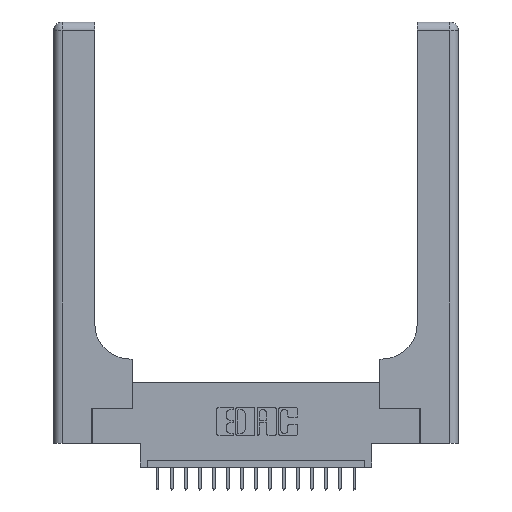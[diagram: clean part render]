
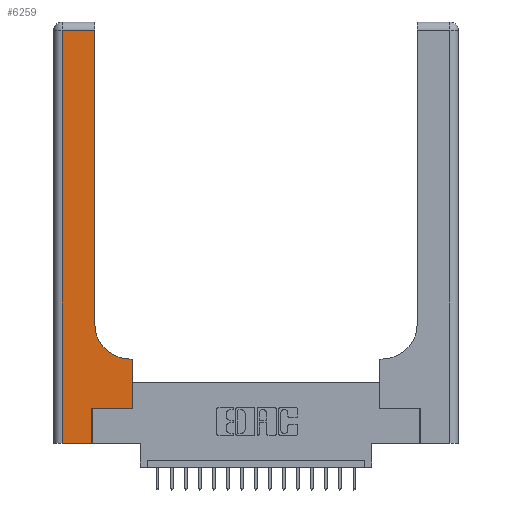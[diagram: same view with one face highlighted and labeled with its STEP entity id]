
A CAD part, top view. The second image highlights one B-rep face of the part: STEP entity #6259.
In plain terms, the highlighted planar face has unit normal (0, 0, 1).
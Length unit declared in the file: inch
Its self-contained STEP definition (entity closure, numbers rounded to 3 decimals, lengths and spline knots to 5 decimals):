
#188 = EDGE_CURVE ( 'NONE', #13639, #664, #1703, .T. ) ;
#354 = VECTOR ( 'NONE', #13140, 39.37008 ) ;
#370 = LINE ( 'NONE', #10277, #14491 ) ;
#664 = VERTEX_POINT ( 'NONE', #7854 ) ;
#1074 = ORIENTED_EDGE ( 'NONE', *, *, #16893, .T. ) ;
#1334 = DIRECTION ( 'NONE',  ( 1., 0., 0. ) ) ;
#1531 = CARTESIAN_POINT ( 'NONE',  ( 0., 2.94, 0.37 ) ) ;
#1649 = ORIENTED_EDGE ( 'NONE', *, *, #9557, .T. ) ;
#1703 = LINE ( 'NONE', #15626, #13164 ) ;
#1870 = EDGE_CURVE ( 'NONE', #664, #7748, #15291, .T. ) ;
#1948 = VERTEX_POINT ( 'NONE', #4196 ) ;
#1966 = CARTESIAN_POINT ( 'NONE',  ( 0., 3., 0.37 ) ) ;
#2080 = CARTESIAN_POINT ( 'NONE',  ( 0.5585, 0.25, 0.37 ) ) ;
#2155 = CARTESIAN_POINT ( 'NONE',  ( 0.5585, 0.25, 0.37 ) ) ;
#2158 = CARTESIAN_POINT ( 'NONE',  ( 0.06, 2.94, 0.37 ) ) ;
#3121 = ORIENTED_EDGE ( 'NONE', *, *, #8271, .T. ) ;
#3304 = VERTEX_POINT ( 'NONE', #2155 ) ;
#3331 = EDGE_CURVE ( 'NONE', #1948, #19616, #370, .T. ) ;
#3523 = LINE ( 'NONE', #2080, #16179 ) ;
#3885 = CARTESIAN_POINT ( 'NONE',  ( 0.5585, 0.6, 0.37 ) ) ;
#4196 = CARTESIAN_POINT ( 'NONE',  ( 0.269, 0., 0.37 ) ) ;
#4266 = DIRECTION ( 'NONE',  ( 1., 0., 0. ) ) ;
#4411 = EDGE_CURVE ( 'NONE', #3304, #13639, #3523, .T. ) ;
#6047 = CARTESIAN_POINT ( 'NONE',  ( 0., 0., 0.37 ) ) ;
#6239 = DIRECTION ( 'NONE',  ( -1., 0., 0. ) ) ;
#6259 = ADVANCED_FACE ( 'NONE', ( #19574 ), #8113, .F. ) ;
#6937 = ORIENTED_EDGE ( 'NONE', *, *, #188, .T. ) ;
#7015 = CARTESIAN_POINT ( 'NONE',  ( 0.06, 0., 0.37 ) ) ;
#7219 = VECTOR ( 'NONE', #19729, 39.37008 ) ;
#7419 = VECTOR ( 'NONE', #1334, 39.37008 ) ;
#7704 = EDGE_CURVE ( 'NONE', #8137, #10044, #8938, .T. ) ;
#7725 = CARTESIAN_POINT ( 'NONE',  ( 0.269, 0.25, 0.37 ) ) ;
#7748 = VERTEX_POINT ( 'NONE', #18053 ) ;
#7854 = CARTESIAN_POINT ( 'NONE',  ( 0.5415, 0.6, 0.37 ) ) ;
#8113 = PLANE ( 'NONE',  #8778 ) ;
#8137 = VERTEX_POINT ( 'NONE', #2158 ) ;
#8271 = EDGE_CURVE ( 'NONE', #7748, #8988, #19956, .T. ) ;
#8640 = VECTOR ( 'NONE', #19640, 39.37008 ) ;
#8778 = AXIS2_PLACEMENT_3D ( 'NONE', #1966, #9754, #19284 ) ;
#8833 = CARTESIAN_POINT ( 'NONE',  ( 0.2915, 2.94, 0.37 ) ) ;
#8938 = LINE ( 'NONE', #13300, #7219 ) ;
#8988 = VERTEX_POINT ( 'NONE', #8833 ) ;
#9303 = LINE ( 'NONE', #1531, #14856 ) ;
#9557 = EDGE_CURVE ( 'NONE', #19616, #3304, #16965, .T. ) ;
#9754 = DIRECTION ( 'NONE',  ( 0., 0., -1. ) ) ;
#10044 = VERTEX_POINT ( 'NONE', #7015 ) ;
#10277 = CARTESIAN_POINT ( 'NONE',  ( 0.269, 0., 0.37 ) ) ;
#11341 = EDGE_CURVE ( 'NONE', #8988, #8137, #9303, .T. ) ;
#11480 = ORIENTED_EDGE ( 'NONE', *, *, #1870, .T. ) ;
#12172 = CARTESIAN_POINT ( 'NONE',  ( 0.5415, 0.85, 0.37 ) ) ;
#12233 = DIRECTION ( 'NONE',  ( -1., 0., 0. ) ) ;
#12895 = AXIS2_PLACEMENT_3D ( 'NONE', #12172, #15885, #4266 ) ;
#13140 = DIRECTION ( 'NONE',  ( 0., 1., 0. ) ) ;
#13164 = VECTOR ( 'NONE', #6239, 39.37008 ) ;
#13300 = CARTESIAN_POINT ( 'NONE',  ( 0.06, 3., 0.37 ) ) ;
#13639 = VERTEX_POINT ( 'NONE', #3885 ) ;
#14065 = ORIENTED_EDGE ( 'NONE', *, *, #4411, .T. ) ;
#14491 = VECTOR ( 'NONE', #19816, 39.37008 ) ;
#14540 = DIRECTION ( 'NONE',  ( 0., 1., 0. ) ) ;
#14754 = EDGE_LOOP ( 'NONE', ( #3121, #17146, #17803, #1074, #20259, #1649, #14065, #6937, #11480 ) ) ;
#14856 = VECTOR ( 'NONE', #12233, 39.37008 ) ;
#15137 = CARTESIAN_POINT ( 'NONE',  ( 0.2915, 3., 0.37 ) ) ;
#15291 = CIRCLE ( 'NONE', #12895, 0.25 ) ;
#15626 = CARTESIAN_POINT ( 'NONE',  ( 0.2915, 0.6, 0.37 ) ) ;
#15885 = DIRECTION ( 'NONE',  ( 0., 0., -1. ) ) ;
#16179 = VECTOR ( 'NONE', #14540, 39.37008 ) ;
#16893 = EDGE_CURVE ( 'NONE', #10044, #1948, #19704, .T. ) ;
#16965 = LINE ( 'NONE', #17955, #8640 ) ;
#17146 = ORIENTED_EDGE ( 'NONE', *, *, #11341, .T. ) ;
#17803 = ORIENTED_EDGE ( 'NONE', *, *, #7704, .T. ) ;
#17955 = CARTESIAN_POINT ( 'NONE',  ( 0.269, 0.25, 0.37 ) ) ;
#18053 = CARTESIAN_POINT ( 'NONE',  ( 0.2915, 0.85, 0.37 ) ) ;
#19284 = DIRECTION ( 'NONE',  ( -1., 0., 0. ) ) ;
#19574 = FACE_OUTER_BOUND ( 'NONE', #14754, .T. ) ;
#19616 = VERTEX_POINT ( 'NONE', #7725 ) ;
#19640 = DIRECTION ( 'NONE',  ( 1., 0., 0. ) ) ;
#19704 = LINE ( 'NONE', #6047, #7419 ) ;
#19729 = DIRECTION ( 'NONE',  ( 0., -1., 0. ) ) ;
#19816 = DIRECTION ( 'NONE',  ( 0., 1., 0. ) ) ;
#19956 = LINE ( 'NONE', #15137, #354 ) ;
#20259 = ORIENTED_EDGE ( 'NONE', *, *, #3331, .T. ) ;
